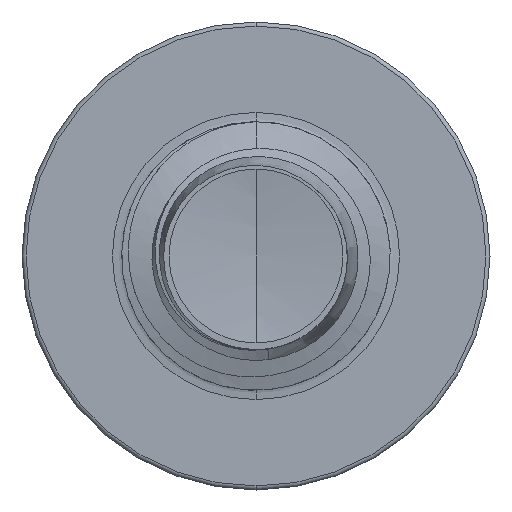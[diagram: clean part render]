
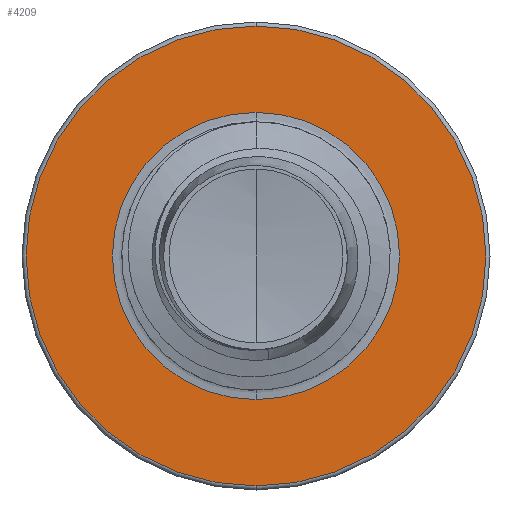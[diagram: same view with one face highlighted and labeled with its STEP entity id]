
A CAD part, front view. The second image highlights one B-rep face of the part: STEP entity #4209.
In plain terms, the highlighted planar face has unit normal (0, -1, 0).
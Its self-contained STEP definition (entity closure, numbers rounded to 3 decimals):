
#156 = VERTEX_POINT ( 'NONE', #2168 ) ;
#191 = CARTESIAN_POINT ( 'NONE',  ( 0., 4.5, 0. ) ) ;
#469 = VERTEX_POINT ( 'NONE', #11865 ) ;
#622 = CIRCLE ( 'NONE', #1690, 1.872 ) ;
#1657 = AXIS2_PLACEMENT_3D ( 'NONE', #7658, #15670, #8893 ) ;
#1665 = DIRECTION ( 'NONE',  ( 0., 0., 1. ) ) ;
#1690 = AXIS2_PLACEMENT_3D ( 'NONE', #12318, #5286, #13438 ) ;
#2168 = CARTESIAN_POINT ( 'NONE',  ( 0., 4.5, 2.998 ) ) ;
#2415 = ORIENTED_EDGE ( 'NONE', *, *, #11241, .T. ) ;
#2585 = EDGE_LOOP ( 'NONE', ( #14613, #2415 ) ) ;
#2955 = AXIS2_PLACEMENT_3D ( 'NONE', #191, #9168, #1665 ) ;
#3668 = AXIS2_PLACEMENT_3D ( 'NONE', #3767, #12097, #5039 ) ;
#3725 = DIRECTION ( 'NONE',  ( 0., 1., 0. ) ) ;
#3767 = CARTESIAN_POINT ( 'NONE',  ( 0., 4.5, 0. ) ) ;
#4209 = ADVANCED_FACE ( 'NONE', ( #14357, #8657 ), #12064, .F. ) ;
#4758 = VERTEX_POINT ( 'NONE', #8103 ) ;
#5039 = DIRECTION ( 'NONE',  ( 0., 0., 1. ) ) ;
#5175 = CARTESIAN_POINT ( 'NONE',  ( 0., 4.5, 1.872 ) ) ;
#5286 = DIRECTION ( 'NONE',  ( 0., 1., 0. ) ) ;
#7658 = CARTESIAN_POINT ( 'NONE',  ( 0., 4.5, 0. ) ) ;
#8103 = CARTESIAN_POINT ( 'NONE',  ( 0., 4.5, -2.997 ) ) ;
#8564 = ORIENTED_EDGE ( 'NONE', *, *, #10288, .F. ) ;
#8657 = FACE_BOUND ( 'NONE', #2585, .T. ) ;
#8893 = DIRECTION ( 'NONE',  ( 0., 0., 1. ) ) ;
#9003 = CIRCLE ( 'NONE', #2955, 1.872 ) ;
#9168 = DIRECTION ( 'NONE',  ( 0., 1., 0. ) ) ;
#9215 = AXIS2_PLACEMENT_3D ( 'NONE', #14301, #3725, #15417 ) ;
#10288 = EDGE_CURVE ( 'NONE', #156, #4758, #13291, .T. ) ;
#10314 = EDGE_LOOP ( 'NONE', ( #8564, #11655 ) ) ;
#11074 = VERTEX_POINT ( 'NONE', #5175 ) ;
#11241 = EDGE_CURVE ( 'NONE', #469, #11074, #9003, .T. ) ;
#11655 = ORIENTED_EDGE ( 'NONE', *, *, #12405, .F. ) ;
#11865 = CARTESIAN_POINT ( 'NONE',  ( 0., 4.5, -1.872 ) ) ;
#12064 = PLANE ( 'NONE',  #9215 ) ;
#12097 = DIRECTION ( 'NONE',  ( 0., 1., 0. ) ) ;
#12318 = CARTESIAN_POINT ( 'NONE',  ( 0., 4.5, 0. ) ) ;
#12387 = EDGE_CURVE ( 'NONE', #11074, #469, #622, .T. ) ;
#12405 = EDGE_CURVE ( 'NONE', #4758, #156, #13296, .T. ) ;
#13291 = CIRCLE ( 'NONE', #3668, 2.998 ) ;
#13296 = CIRCLE ( 'NONE', #1657, 2.998 ) ;
#13438 = DIRECTION ( 'NONE',  ( 0., 0., 1. ) ) ;
#14301 = CARTESIAN_POINT ( 'NONE',  ( 0., 4.5, -1.872 ) ) ;
#14357 = FACE_OUTER_BOUND ( 'NONE', #10314, .T. ) ;
#14613 = ORIENTED_EDGE ( 'NONE', *, *, #12387, .T. ) ;
#15417 = DIRECTION ( 'NONE',  ( 0., 0., 1. ) ) ;
#15670 = DIRECTION ( 'NONE',  ( 0., 1., 0. ) ) ;
